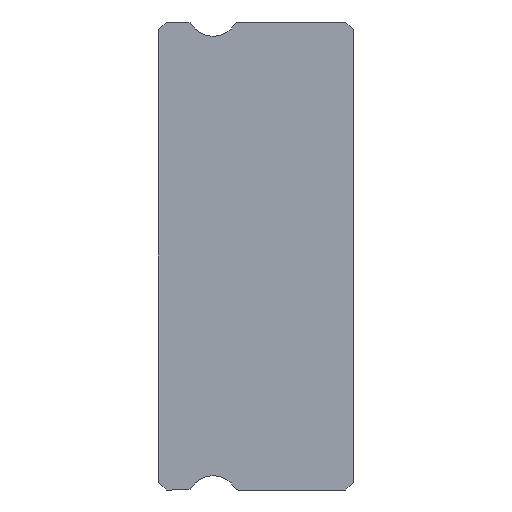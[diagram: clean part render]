
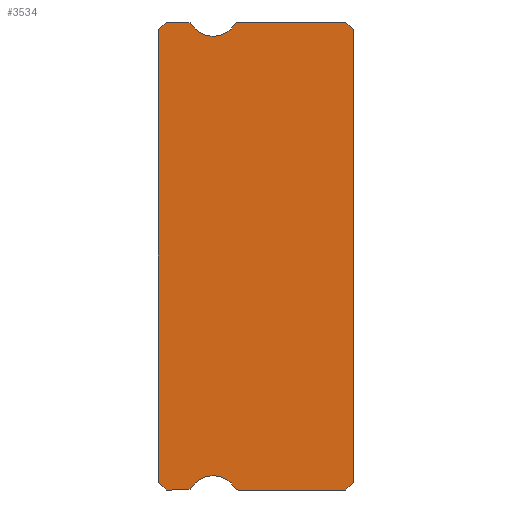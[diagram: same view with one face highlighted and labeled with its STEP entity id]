
A CAD part, left-side view. The second image highlights one B-rep face of the part: STEP entity #3534.
In plain terms, the highlighted planar face has unit normal (-1, 0, 0).
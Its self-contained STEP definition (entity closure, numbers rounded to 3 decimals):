
#6 = LINE ( 'NONE', #2218, #2505 ) ;
#7 = CIRCLE ( 'NONE', #1237, 1. ) ;
#27 = DIRECTION ( 'NONE',  ( 1., 0., 0. ) ) ;
#79 = VERTEX_POINT ( 'NONE', #3988 ) ;
#88 = VERTEX_POINT ( 'NONE', #1505 ) ;
#105 = EDGE_CURVE ( 'NONE', #819, #3369, #996, .T. ) ;
#115 = EDGE_CURVE ( 'NONE', #897, #79, #1927, .T. ) ;
#142 = EDGE_CURVE ( 'NONE', #2138, #2544, #2497, .T. ) ;
#144 = DIRECTION ( 'NONE',  ( 0., 0.707, -0.707 ) ) ;
#231 = LINE ( 'NONE', #858, #1579 ) ;
#249 = DIRECTION ( 'NONE',  ( 0., 0., -1. ) ) ;
#364 = DIRECTION ( 'NONE',  ( 1., 0., 0. ) ) ;
#402 = LINE ( 'NONE', #726, #1122 ) ;
#439 = VERTEX_POINT ( 'NONE', #2067 ) ;
#524 = DIRECTION ( 'NONE',  ( 1., 0., 0. ) ) ;
#546 = DIRECTION ( 'NONE',  ( 0., 0., -1. ) ) ;
#588 = CARTESIAN_POINT ( 'NONE',  ( -15., 4.419, 8.85 ) ) ;
#589 = CARTESIAN_POINT ( 'NONE',  ( -15., 4.419, -8.85 ) ) ;
#645 = ORIENTED_EDGE ( 'NONE', *, *, #1247, .F. ) ;
#668 = DIRECTION ( 'NONE',  ( 0., 0., -1. ) ) ;
#674 = LINE ( 'NONE', #3183, #3690 ) ;
#726 = CARTESIAN_POINT ( 'NONE',  ( -15., 7.2, 9. ) ) ;
#740 = CARTESIAN_POINT ( 'NONE',  ( -15., 0., -8.7 ) ) ;
#764 = ORIENTED_EDGE ( 'NONE', *, *, #3658, .F. ) ;
#800 = DIRECTION ( 'NONE',  ( 0., 0., -1. ) ) ;
#816 = DIRECTION ( 'NONE',  ( 1., 0., 0. ) ) ;
#819 = VERTEX_POINT ( 'NONE', #1932 ) ;
#827 = DIRECTION ( 'NONE',  ( 0., 0., -1. ) ) ;
#837 = EDGE_CURVE ( 'NONE', #439, #1105, #1613, .T. ) ;
#855 = VERTEX_POINT ( 'NONE', #2546 ) ;
#858 = CARTESIAN_POINT ( 'NONE',  ( -15., 7.5, 8.85 ) ) ;
#897 = VERTEX_POINT ( 'NONE', #740 ) ;
#956 = EDGE_CURVE ( 'NONE', #88, #2138, #3273, .T. ) ;
#996 = CIRCLE ( 'NONE', #1814, 0.15 ) ;
#1005 = VERTEX_POINT ( 'NONE', #2983 ) ;
#1009 = DIRECTION ( 'NONE',  ( 0., -0.707, -0.707 ) ) ;
#1022 = LINE ( 'NONE', #1965, #1871 ) ;
#1037 = EDGE_CURVE ( 'NONE', #1061, #2544, #3363, .T. ) ;
#1061 = VERTEX_POINT ( 'NONE', #2402 ) ;
#1063 = CIRCLE ( 'NONE', #2641, 1. ) ;
#1105 = VERTEX_POINT ( 'NONE', #2768 ) ;
#1122 = VECTOR ( 'NONE', #2551, 1000. ) ;
#1150 = CIRCLE ( 'NONE', #1542, 1. ) ;
#1153 = VERTEX_POINT ( 'NONE', #1177 ) ;
#1154 = EDGE_CURVE ( 'NONE', #3468, #1005, #1664, .T. ) ;
#1177 = CARTESIAN_POINT ( 'NONE',  ( -15., 7.2, 9. ) ) ;
#1211 = ORIENTED_EDGE ( 'NONE', *, *, #2982, .F. ) ;
#1237 = AXIS2_PLACEMENT_3D ( 'NONE', #3649, #1378, #827 ) ;
#1247 = EDGE_CURVE ( 'NONE', #3161, #819, #674, .T. ) ;
#1272 = FACE_OUTER_BOUND ( 'NONE', #3269, .T. ) ;
#1285 = DIRECTION ( 'NONE',  ( 0., 0., -1. ) ) ;
#1321 = DIRECTION ( 'NONE',  ( 0., 1., 0. ) ) ;
#1378 = DIRECTION ( 'NONE',  ( -1., 0., 0. ) ) ;
#1505 = CARTESIAN_POINT ( 'NONE',  ( -15., 7.5, -8.7 ) ) ;
#1540 = CARTESIAN_POINT ( 'NONE',  ( -15., 7.2, -9. ) ) ;
#1542 = AXIS2_PLACEMENT_3D ( 'NONE', #3669, #2098, #3359 ) ;
#1571 = DIRECTION ( 'NONE',  ( 0., 0., 1. ) ) ;
#1579 = VECTOR ( 'NONE', #2113, 1000. ) ;
#1593 = DIRECTION ( 'NONE',  ( 1., 0., 0. ) ) ;
#1613 = CIRCLE ( 'NONE', #2274, 0.15 ) ;
#1650 = CARTESIAN_POINT ( 'NONE',  ( -15., 4.547, 8.928 ) ) ;
#1664 = CIRCLE ( 'NONE', #3247, 0.15 ) ;
#1705 = ORIENTED_EDGE ( 'NONE', *, *, #2041, .F. ) ;
#1748 = ORIENTED_EDGE ( 'NONE', *, *, #115, .T. ) ;
#1755 = CARTESIAN_POINT ( 'NONE',  ( -15., 6.381, 9. ) ) ;
#1802 = CARTESIAN_POINT ( 'NONE',  ( -15., 0.3, 9. ) ) ;
#1806 = EDGE_CURVE ( 'NONE', #1153, #4037, #2621, .T. ) ;
#1814 = AXIS2_PLACEMENT_3D ( 'NONE', #589, #1593, #3499 ) ;
#1871 = VECTOR ( 'NONE', #3843, 1000. ) ;
#1919 = EDGE_CURVE ( 'NONE', #1005, #2947, #2411, .T. ) ;
#1927 = LINE ( 'NONE', #2214, #3396 ) ;
#1932 = CARTESIAN_POINT ( 'NONE',  ( -15., 4.419, -9. ) ) ;
#1933 = ORIENTED_EDGE ( 'NONE', *, *, #1806, .T. ) ;
#1947 = CARTESIAN_POINT ( 'NONE',  ( -15., 6.381, -9. ) ) ;
#1965 = CARTESIAN_POINT ( 'NONE',  ( -15., 0., -8.7 ) ) ;
#1982 = AXIS2_PLACEMENT_3D ( 'NONE', #3291, #816, #800 ) ;
#2033 = AXIS2_PLACEMENT_3D ( 'NONE', #3490, #364, #668 ) ;
#2041 = EDGE_CURVE ( 'NONE', #1105, #855, #1150, .T. ) ;
#2067 = CARTESIAN_POINT ( 'NONE',  ( -15., 6.381, 9. ) ) ;
#2083 = ORIENTED_EDGE ( 'NONE', *, *, #837, .F. ) ;
#2098 = DIRECTION ( 'NONE',  ( -1., 0., 0. ) ) ;
#2113 = DIRECTION ( 'NONE',  ( 0., 0., 1. ) ) ;
#2138 = VERTEX_POINT ( 'NONE', #1540 ) ;
#2185 = ORIENTED_EDGE ( 'NONE', *, *, #105, .F. ) ;
#2200 = ORIENTED_EDGE ( 'NONE', *, *, #1919, .F. ) ;
#2214 = CARTESIAN_POINT ( 'NONE',  ( -15., 0., 8.7 ) ) ;
#2218 = CARTESIAN_POINT ( 'NONE',  ( -15., 0.3, 9. ) ) ;
#2274 = AXIS2_PLACEMENT_3D ( 'NONE', #3212, #27, #1285 ) ;
#2341 = VECTOR ( 'NONE', #144, 1000. ) ;
#2347 = CARTESIAN_POINT ( 'NONE',  ( -15., 7.2, -9. ) ) ;
#2402 = CARTESIAN_POINT ( 'NONE',  ( -15., 6.253, -8.928 ) ) ;
#2411 = LINE ( 'NONE', #1755, #3529 ) ;
#2470 = DIRECTION ( 'NONE',  ( 0., -1., 0. ) ) ;
#2497 = LINE ( 'NONE', #3410, #2803 ) ;
#2505 = VECTOR ( 'NONE', #1009, 1000. ) ;
#2519 = EDGE_CURVE ( 'NONE', #897, #3161, #1022, .T. ) ;
#2535 = PLANE ( 'NONE',  #2033 ) ;
#2544 = VERTEX_POINT ( 'NONE', #1947 ) ;
#2546 = CARTESIAN_POINT ( 'NONE',  ( -15., 5.4, 8.45 ) ) ;
#2551 = DIRECTION ( 'NONE',  ( 0., 1., 0. ) ) ;
#2621 = LINE ( 'NONE', #3284, #2341 ) ;
#2641 = AXIS2_PLACEMENT_3D ( 'NONE', #3371, #2772, #249 ) ;
#2696 = EDGE_CURVE ( 'NONE', #855, #3468, #1063, .T. ) ;
#2768 = CARTESIAN_POINT ( 'NONE',  ( -15., 6.253, 8.928 ) ) ;
#2772 = DIRECTION ( 'NONE',  ( -1., 0., 0. ) ) ;
#2803 = VECTOR ( 'NONE', #3759, 1000. ) ;
#2826 = CARTESIAN_POINT ( 'NONE',  ( -15., 4.547, -8.928 ) ) ;
#2947 = VERTEX_POINT ( 'NONE', #1802 ) ;
#2982 = EDGE_CURVE ( 'NONE', #88, #4037, #231, .T. ) ;
#2983 = CARTESIAN_POINT ( 'NONE',  ( -15., 4.419, 9. ) ) ;
#2984 = CARTESIAN_POINT ( 'NONE',  ( -15., 0.3, -9. ) ) ;
#3071 = EDGE_CURVE ( 'NONE', #2947, #79, #6, .T. ) ;
#3128 = VECTOR ( 'NONE', #3604, 1000. ) ;
#3161 = VERTEX_POINT ( 'NONE', #2984 ) ;
#3183 = CARTESIAN_POINT ( 'NONE',  ( -15., 6.381, -9. ) ) ;
#3212 = CARTESIAN_POINT ( 'NONE',  ( -15., 6.381, 8.85 ) ) ;
#3215 = ORIENTED_EDGE ( 'NONE', *, *, #142, .T. ) ;
#3247 = AXIS2_PLACEMENT_3D ( 'NONE', #588, #524, #546 ) ;
#3253 = ORIENTED_EDGE ( 'NONE', *, *, #2519, .F. ) ;
#3264 = ORIENTED_EDGE ( 'NONE', *, *, #1037, .F. ) ;
#3269 = EDGE_LOOP ( 'NONE', ( #1211, #3606, #3215, #3264, #764, #2185, #645, #3253, #1748, #3613, #2200, #3648, #3711, #1705, #2083, #3913, #1933 ) ) ;
#3273 = LINE ( 'NONE', #2347, #3128 ) ;
#3284 = CARTESIAN_POINT ( 'NONE',  ( -15., 7.5, 8.7 ) ) ;
#3291 = CARTESIAN_POINT ( 'NONE',  ( -15., 6.381, -8.85 ) ) ;
#3359 = DIRECTION ( 'NONE',  ( 0., 0., -1. ) ) ;
#3363 = CIRCLE ( 'NONE', #1982, 0.15 ) ;
#3369 = VERTEX_POINT ( 'NONE', #2826 ) ;
#3371 = CARTESIAN_POINT ( 'NONE',  ( -15., 5.4, 9.45 ) ) ;
#3396 = VECTOR ( 'NONE', #1571, 1000. ) ;
#3410 = CARTESIAN_POINT ( 'NONE',  ( -15., 6.381, -9. ) ) ;
#3468 = VERTEX_POINT ( 'NONE', #1650 ) ;
#3490 = CARTESIAN_POINT ( 'NONE',  ( -15., 6.381, 8.85 ) ) ;
#3499 = DIRECTION ( 'NONE',  ( 0., 0., -1. ) ) ;
#3529 = VECTOR ( 'NONE', #2470, 1000. ) ;
#3534 = ADVANCED_FACE ( 'NONE', ( #1272 ), #2535, .F. ) ;
#3604 = DIRECTION ( 'NONE',  ( 0., -0.707, -0.707 ) ) ;
#3606 = ORIENTED_EDGE ( 'NONE', *, *, #956, .T. ) ;
#3613 = ORIENTED_EDGE ( 'NONE', *, *, #3071, .F. ) ;
#3625 = CARTESIAN_POINT ( 'NONE',  ( -15., 7.5, 8.7 ) ) ;
#3648 = ORIENTED_EDGE ( 'NONE', *, *, #1154, .F. ) ;
#3649 = CARTESIAN_POINT ( 'NONE',  ( -15., 5.4, -9.45 ) ) ;
#3658 = EDGE_CURVE ( 'NONE', #3369, #1061, #7, .T. ) ;
#3669 = CARTESIAN_POINT ( 'NONE',  ( -15., 5.4, 9.45 ) ) ;
#3690 = VECTOR ( 'NONE', #1321, 1000. ) ;
#3711 = ORIENTED_EDGE ( 'NONE', *, *, #2696, .F. ) ;
#3759 = DIRECTION ( 'NONE',  ( 0., -1., 0. ) ) ;
#3843 = DIRECTION ( 'NONE',  ( 0., 0.707, -0.707 ) ) ;
#3876 = EDGE_CURVE ( 'NONE', #439, #1153, #402, .T. ) ;
#3913 = ORIENTED_EDGE ( 'NONE', *, *, #3876, .T. ) ;
#3988 = CARTESIAN_POINT ( 'NONE',  ( -15., 0., 8.7 ) ) ;
#4037 = VERTEX_POINT ( 'NONE', #3625 ) ;
